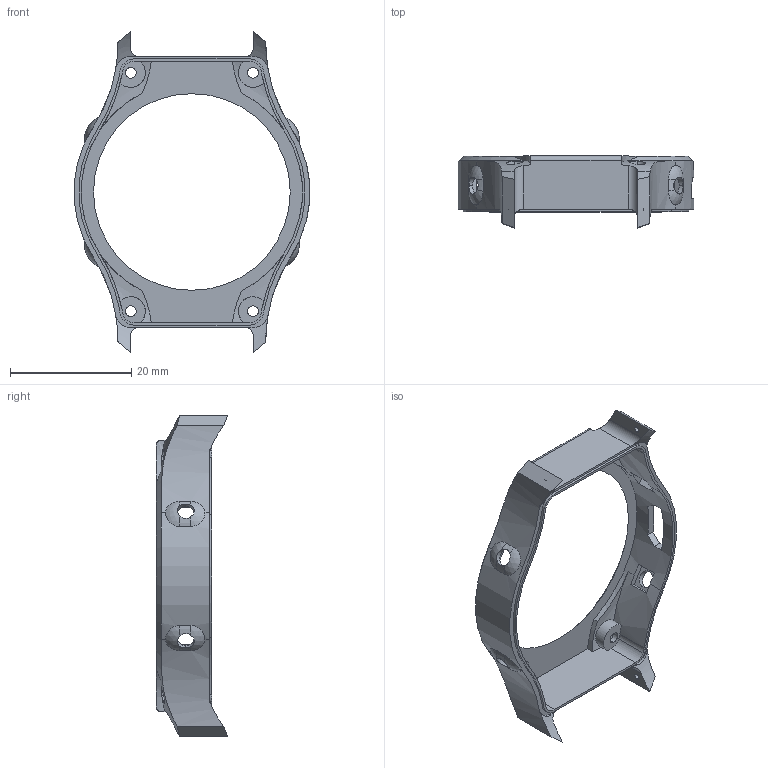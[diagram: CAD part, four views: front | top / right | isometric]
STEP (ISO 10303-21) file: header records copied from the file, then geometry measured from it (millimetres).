
FILE_DESCRIPTION (( 'STEP AP214' ), '1' );
FILE_NAME ('case_top.STEP', '2021-05-13T16:56:11', ( '' ), ( '' ), 'SwSTEP 2.0', 'SolidWorks 2020', '' );
FILE_SCHEMA (( 'AUTOMOTIVE_DESIGN' ));
Length unit declared in the file: millimetre
Products named in the file (1): case_top
Bounding box: 38.91 x 11.83 x 53 mm (x, y, z)
Volume: 1811 mm3; surface area: 3985.1 mm2
Topology: 1 solids, 1 shells, 186 faces, 522 edges, 344 vertices
Faces by surface type: cylinder 98, plane 60, torus 12, cone 8, sphere 8
Entity records: 7050 total; most frequent: CARTESIAN_POINT 2263, ORIENTED_EDGE 1044, DIRECTION 950, EDGE_CURVE 522, AXIS2_PLACEMENT_3D 375, VERTEX_POINT 344, EDGE_LOOP 212, LINE 200
